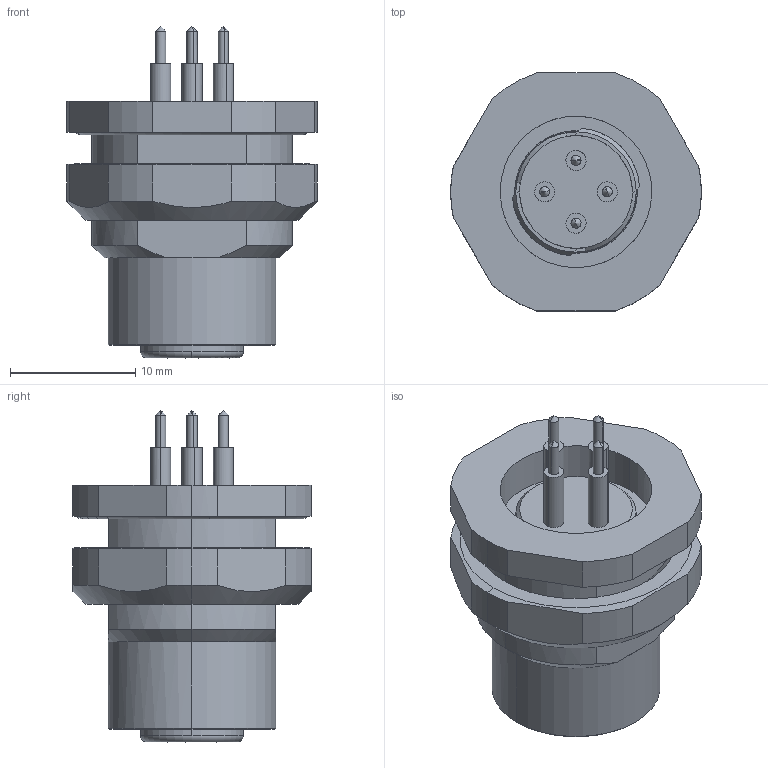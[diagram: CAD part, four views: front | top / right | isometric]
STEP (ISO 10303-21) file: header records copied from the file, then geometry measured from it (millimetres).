
FILE_DESCRIPTION(('CATIA V5R24 STEP','CAx-IF Rec.Pracs.--- Model Styling and Organization---1.2---2011-12-15'),'2;1');
FILE_NAME ('D1461795_0_2422310000_2422310000.stp','2017-05-11T05:42:27+00:00',('none'),('Weidmueller'),'CATIA Version 5-6 Release 2014 SP4 HF52','CATIA V5 STEP AP214','none');
FILE_SCHEMA(('AUTOMOTIVE_DESIGN { 1 0 10303 214 1 1 1 1 }'));
Length unit declared in the file: millimetre
Products named in the file (1): v5-standard_part
Bounding box: 20 x 19 x 26.5 mm (x, y, z)
Volume: 3376.5 mm3; surface area: 4064.3 mm2
Topology: 1 solids, 3 shells, 551 faces, 1521 edges, 962 vertices
Faces by surface type: cylinder 214, plane 168, cone 62, bspline 61, torus 46
Entity records: 19304 total; most frequent: CARTESIAN_POINT 5873, ORIENTED_EDGE 2958, DIRECTION 2062, EDGE_CURVE 1479, AXIS2_PLACEMENT_3D 987, VERTEX_POINT 962, EDGE_LOOP 635, VECTOR 585
